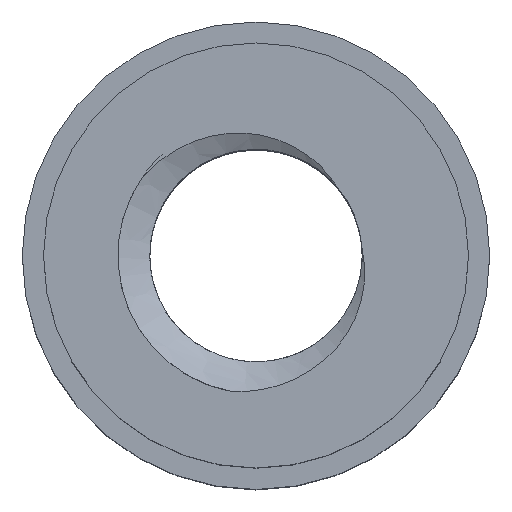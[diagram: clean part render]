
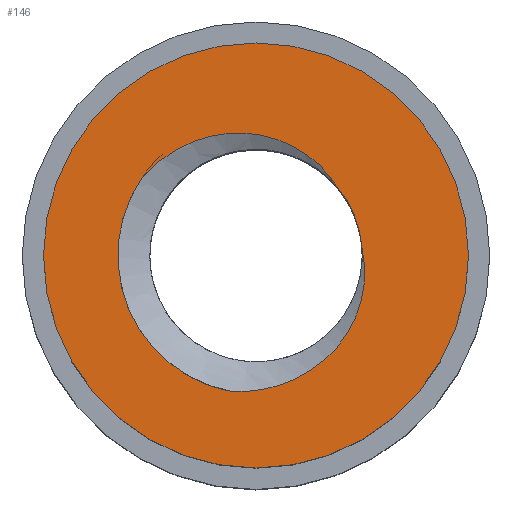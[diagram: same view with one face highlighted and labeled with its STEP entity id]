
A CAD part, top view. The second image highlights one B-rep face of the part: STEP entity #146.
In plain terms, the highlighted planar face has unit normal (0, 0, 1).
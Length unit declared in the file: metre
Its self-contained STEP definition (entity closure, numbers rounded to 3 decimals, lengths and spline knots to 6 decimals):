
#21=B_SPLINE_CURVE_WITH_KNOTS('',3,(#258,#259,#260,#261,#262,#263,#264),
 .UNSPECIFIED.,.F.,.F.,(4,1,1,1,4),(0.001676,0.00431,
0.006943,0.009577,0.01221),
 .UNSPECIFIED.);
#22=B_SPLINE_CURVE_WITH_KNOTS('',3,(#268,#269,#270,#271,#272,#273,#274),
 .UNSPECIFIED.,.F.,.F.,(4,1,1,1,4),(0.00008,0.002717,
0.005354,0.007992,0.010629),
 .UNSPECIFIED.);
#32=ORIENTED_EDGE('',*,*,#68,.T.);
#33=ORIENTED_EDGE('',*,*,#69,.F.);
#34=ORIENTED_EDGE('',*,*,#70,.T.);
#35=ORIENTED_EDGE('',*,*,#71,.F.);
#36=ORIENTED_EDGE('',*,*,#72,.T.);
#68=EDGE_CURVE('',#86,#86,#98,.T.);
#69=EDGE_CURVE('',#87,#88,#99,.T.);
#70=EDGE_CURVE('',#87,#89,#21,.T.);
#71=EDGE_CURVE('',#90,#89,#100,.T.);
#72=EDGE_CURVE('',#90,#88,#22,.T.);
#86=VERTEX_POINT('',#254);
#87=VERTEX_POINT('',#256);
#88=VERTEX_POINT('',#257);
#89=VERTEX_POINT('',#265);
#90=VERTEX_POINT('',#267);
#98=CIRCLE('',#174,0.01);
#99=CIRCLE('',#175,0.005);
#100=CIRCLE('',#176,0.0065);
#107=EDGE_LOOP('',(#32));
#108=EDGE_LOOP('',(#33,#34,#35,#36));
#125=FACE_BOUND('',#107,.T.);
#126=FACE_BOUND('',#108,.T.);
#142=PLANE('',#173);
#146=ADVANCED_FACE('',(#125,#126),#142,.T.);
#173=AXIS2_PLACEMENT_3D('',#252,#198,#199);
#174=AXIS2_PLACEMENT_3D('',#253,#200,#201);
#175=AXIS2_PLACEMENT_3D('',#255,#202,#203);
#176=AXIS2_PLACEMENT_3D('',#266,#204,#205);
#198=DIRECTION('',(0.,0.,1.));
#199=DIRECTION('',(1.,0.,0.));
#200=DIRECTION('',(0.,0.,1.));
#201=DIRECTION('',(1.,0.,0.));
#202=DIRECTION('',(0.,0.,1.));
#203=DIRECTION('',(1.,0.,0.));
#204=DIRECTION('',(0.,0.,1.));
#205=DIRECTION('',(1.,0.,0.));
#252=CARTESIAN_POINT('',(0.,0.043288,0.98));
#253=CARTESIAN_POINT('',(0.,0.083275,0.98));
#254=CARTESIAN_POINT('',(0.01,0.083275,0.98));
#255=CARTESIAN_POINT('',(0.,0.083275,0.98));
#256=CARTESIAN_POINT('',(0.004987,0.083632,0.98));
#257=CARTESIAN_POINT('',(0.003789,0.086538,0.98));
#258=CARTESIAN_POINT('',(0.004987,0.083632,0.98));
#259=CARTESIAN_POINT('',(0.005183,0.082776,0.98));
#260=CARTESIAN_POINT('',(0.005123,0.080967,0.98));
#261=CARTESIAN_POINT('',(0.00379,0.078606,0.98));
#262=CARTESIAN_POINT('',(0.001526,0.077137,0.98));
#263=CARTESIAN_POINT('',(-0.000224,0.076834,0.98));
#264=CARTESIAN_POINT('',(-0.001105,0.07687,0.98));
#265=CARTESIAN_POINT('',(-0.001105,0.07687,0.98));
#266=CARTESIAN_POINT('',(0.,0.083275,0.98));
#267=CARTESIAN_POINT('',(-0.005351,0.086965,0.98));
#268=CARTESIAN_POINT('',(-0.005351,0.086965,0.98));
#269=CARTESIAN_POINT('',(-0.004754,0.087625,0.98));
#270=CARTESIAN_POINT('',(-0.003308,0.088692,0.98));
#271=CARTESIAN_POINT('',(-0.00065,0.089254,0.98));
#272=CARTESIAN_POINT('',(0.001978,0.088528,0.98));
#273=CARTESIAN_POINT('',(0.003332,0.087295,0.98));
#274=CARTESIAN_POINT('',(0.003789,0.086538,0.98));
